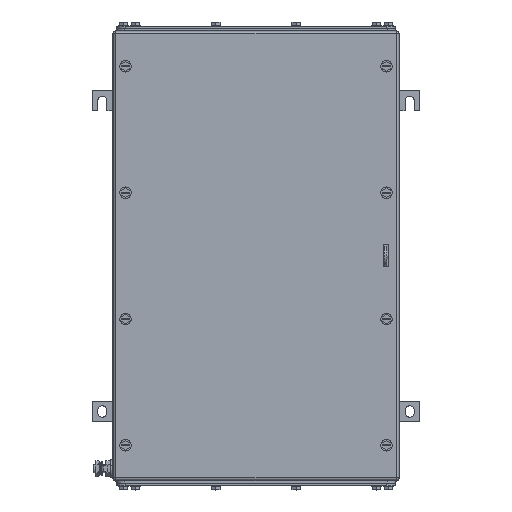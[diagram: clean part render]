
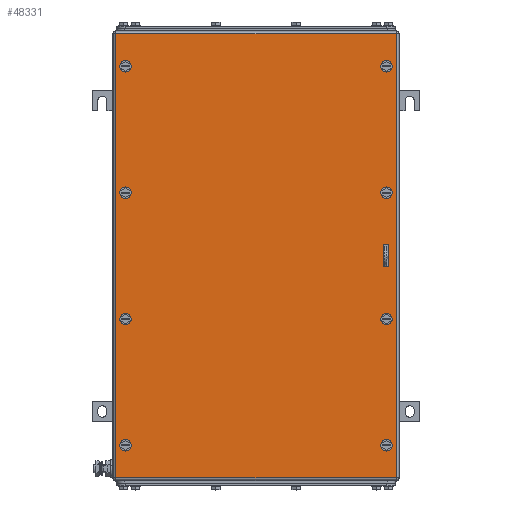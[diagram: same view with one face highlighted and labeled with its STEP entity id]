
A CAD part, top view. The second image highlights one B-rep face of the part: STEP entity #48331.
In plain terms, the highlighted planar face has unit normal (0, 0, 1).
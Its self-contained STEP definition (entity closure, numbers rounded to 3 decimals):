
#48099=AXIS2_PLACEMENT_3D('Circle Axis2P3D',#48097,#48098,$) ;
#48126=AXIS2_PLACEMENT_3D('Plane Axis2P3D',#48123,#48124,#48125) ;
#48164=AXIS2_PLACEMENT_3D('Circle Axis2P3D',#48162,#48163,$) ;
#48173=AXIS2_PLACEMENT_3D('Circle Axis2P3D',#48171,#48172,$) ;
#48182=AXIS2_PLACEMENT_3D('Circle Axis2P3D',#48180,#48181,$) ;
#48191=AXIS2_PLACEMENT_3D('Circle Axis2P3D',#48189,#48190,$) ;
#48200=AXIS2_PLACEMENT_3D('Circle Axis2P3D',#48198,#48199,$) ;
#48209=AXIS2_PLACEMENT_3D('Circle Axis2P3D',#48207,#48208,$) ;
#48218=AXIS2_PLACEMENT_3D('Circle Axis2P3D',#48216,#48217,$) ;
#48227=AXIS2_PLACEMENT_3D('Circle Axis2P3D',#48225,#48226,$) ;
#48236=AXIS2_PLACEMENT_3D('Circle Axis2P3D',#48234,#48235,$) ;
#48245=AXIS2_PLACEMENT_3D('Circle Axis2P3D',#48243,#48244,$) ;
#48254=AXIS2_PLACEMENT_3D('Circle Axis2P3D',#48252,#48253,$) ;
#48263=AXIS2_PLACEMENT_3D('Circle Axis2P3D',#48261,#48262,$) ;
#48272=AXIS2_PLACEMENT_3D('Circle Axis2P3D',#48270,#48271,$) ;
#48281=AXIS2_PLACEMENT_3D('Circle Axis2P3D',#48279,#48280,$) ;
#48290=AXIS2_PLACEMENT_3D('Circle Axis2P3D',#48288,#48289,$) ;
#48094=CARTESIAN_POINT('Vertex',(44.5,208.75,203.5)) ;
#48097=CARTESIAN_POINT('Axis2P3D Location',(41.,208.75,203.5)) ;
#48101=CARTESIAN_POINT('Vertex',(37.5,208.75,203.5)) ;
#48123=CARTESIAN_POINT('Axis2P3D Location',(200.5,286.,203.5)) ;
#48128=CARTESIAN_POINT('Line Origine',(200.5,557.5,203.5)) ;
#48132=CARTESIAN_POINT('Vertex',(372.,557.5,203.5)) ;
#48134=CARTESIAN_POINT('Vertex',(29.,557.5,203.5)) ;
#48137=CARTESIAN_POINT('Line Origine',(29.,286.,203.5)) ;
#48141=CARTESIAN_POINT('Vertex',(29.,14.5,203.5)) ;
#48144=CARTESIAN_POINT('Line Origine',(200.5,14.5,203.5)) ;
#48148=CARTESIAN_POINT('Vertex',(372.,14.5,203.5)) ;
#48151=CARTESIAN_POINT('Line Origine',(372.,286.,203.5)) ;
#48162=CARTESIAN_POINT('Axis2P3D Location',(41.,208.75,203.5)) ;
#48171=CARTESIAN_POINT('Axis2P3D Location',(41.,363.25,203.5)) ;
#48175=CARTESIAN_POINT('Vertex',(37.5,363.25,203.5)) ;
#48177=CARTESIAN_POINT('Vertex',(44.5,363.25,203.5)) ;
#48180=CARTESIAN_POINT('Axis2P3D Location',(41.,363.25,203.5)) ;
#48189=CARTESIAN_POINT('Axis2P3D Location',(360.,208.75,203.5)) ;
#48193=CARTESIAN_POINT('Vertex',(363.5,208.75,203.5)) ;
#48195=CARTESIAN_POINT('Vertex',(356.5,208.75,203.5)) ;
#48198=CARTESIAN_POINT('Axis2P3D Location',(360.,208.75,203.5)) ;
#48207=CARTESIAN_POINT('Axis2P3D Location',(360.,363.25,203.5)) ;
#48211=CARTESIAN_POINT('Vertex',(363.5,363.25,203.5)) ;
#48213=CARTESIAN_POINT('Vertex',(356.5,363.25,203.5)) ;
#48216=CARTESIAN_POINT('Axis2P3D Location',(360.,363.25,203.5)) ;
#48225=CARTESIAN_POINT('Axis2P3D Location',(41.,517.75,203.5)) ;
#48229=CARTESIAN_POINT('Vertex',(37.5,517.75,203.5)) ;
#48231=CARTESIAN_POINT('Vertex',(44.5,517.75,203.5)) ;
#48234=CARTESIAN_POINT('Axis2P3D Location',(41.,517.75,203.5)) ;
#48243=CARTESIAN_POINT('Axis2P3D Location',(41.,54.25,203.5)) ;
#48247=CARTESIAN_POINT('Vertex',(37.5,54.25,203.5)) ;
#48249=CARTESIAN_POINT('Vertex',(44.5,54.25,203.5)) ;
#48252=CARTESIAN_POINT('Axis2P3D Location',(41.,54.25,203.5)) ;
#48261=CARTESIAN_POINT('Axis2P3D Location',(360.,54.25,203.5)) ;
#48265=CARTESIAN_POINT('Vertex',(363.5,54.25,203.5)) ;
#48267=CARTESIAN_POINT('Vertex',(356.5,54.25,203.5)) ;
#48270=CARTESIAN_POINT('Axis2P3D Location',(360.,54.25,203.5)) ;
#48279=CARTESIAN_POINT('Axis2P3D Location',(360.,517.75,203.5)) ;
#48283=CARTESIAN_POINT('Vertex',(363.5,517.75,203.5)) ;
#48285=CARTESIAN_POINT('Vertex',(356.5,517.75,203.5)) ;
#48288=CARTESIAN_POINT('Axis2P3D Location',(360.,517.75,203.5)) ;
#48297=CARTESIAN_POINT('Line Origine',(359.75,272.5,203.5)) ;
#48301=CARTESIAN_POINT('Vertex',(363.,272.5,203.5)) ;
#48303=CARTESIAN_POINT('Vertex',(356.5,272.5,203.5)) ;
#48306=CARTESIAN_POINT('Line Origine',(356.5,286.,203.5)) ;
#48310=CARTESIAN_POINT('Vertex',(356.5,299.5,203.5)) ;
#48313=CARTESIAN_POINT('Line Origine',(359.75,299.5,203.5)) ;
#48317=CARTESIAN_POINT('Vertex',(363.,299.5,203.5)) ;
#48320=CARTESIAN_POINT('Line Origine',(363.,286.,203.5)) ;
#48098=DIRECTION('Axis2P3D Direction',(0.,0.,1.)) ;
#48124=DIRECTION('Axis2P3D Direction',(0.,0.,1.)) ;
#48125=DIRECTION('Axis2P3D XDirection',(1.,0.,0.)) ;
#48129=DIRECTION('Vector Direction',(1.,0.,0.)) ;
#48138=DIRECTION('Vector Direction',(0.,-1.,0.)) ;
#48145=DIRECTION('Vector Direction',(1.,0.,0.)) ;
#48152=DIRECTION('Vector Direction',(0.,1.,0.)) ;
#48163=DIRECTION('Axis2P3D Direction',(0.,0.,1.)) ;
#48172=DIRECTION('Axis2P3D Direction',(0.,0.,1.)) ;
#48181=DIRECTION('Axis2P3D Direction',(0.,0.,1.)) ;
#48190=DIRECTION('Axis2P3D Direction',(0.,0.,1.)) ;
#48199=DIRECTION('Axis2P3D Direction',(0.,0.,1.)) ;
#48208=DIRECTION('Axis2P3D Direction',(0.,0.,1.)) ;
#48217=DIRECTION('Axis2P3D Direction',(0.,0.,1.)) ;
#48226=DIRECTION('Axis2P3D Direction',(0.,0.,1.)) ;
#48235=DIRECTION('Axis2P3D Direction',(0.,0.,1.)) ;
#48244=DIRECTION('Axis2P3D Direction',(0.,0.,1.)) ;
#48253=DIRECTION('Axis2P3D Direction',(0.,0.,1.)) ;
#48262=DIRECTION('Axis2P3D Direction',(0.,0.,1.)) ;
#48271=DIRECTION('Axis2P3D Direction',(0.,0.,1.)) ;
#48280=DIRECTION('Axis2P3D Direction',(0.,0.,1.)) ;
#48289=DIRECTION('Axis2P3D Direction',(0.,0.,1.)) ;
#48298=DIRECTION('Vector Direction',(-1.,0.,0.)) ;
#48307=DIRECTION('Vector Direction',(0.,1.,0.)) ;
#48314=DIRECTION('Vector Direction',(1.,0.,0.)) ;
#48321=DIRECTION('Vector Direction',(0.,-1.,0.)) ;
#48130=VECTOR('Line Direction',#48129,1.) ;
#48139=VECTOR('Line Direction',#48138,1.) ;
#48146=VECTOR('Line Direction',#48145,1.) ;
#48153=VECTOR('Line Direction',#48152,1.) ;
#48299=VECTOR('Line Direction',#48298,1.) ;
#48308=VECTOR('Line Direction',#48307,1.) ;
#48315=VECTOR('Line Direction',#48314,1.) ;
#48322=VECTOR('Line Direction',#48321,1.) ;
#48157=ORIENTED_EDGE('',*,*,#48136,.T.) ;
#48158=ORIENTED_EDGE('',*,*,#48143,.T.) ;
#48159=ORIENTED_EDGE('',*,*,#48150,.T.) ;
#48160=ORIENTED_EDGE('',*,*,#48155,.T.) ;
#48168=ORIENTED_EDGE('',*,*,#48166,.F.) ;
#48169=ORIENTED_EDGE('',*,*,#48103,.F.) ;
#48186=ORIENTED_EDGE('',*,*,#48179,.F.) ;
#48187=ORIENTED_EDGE('',*,*,#48184,.F.) ;
#48204=ORIENTED_EDGE('',*,*,#48197,.F.) ;
#48205=ORIENTED_EDGE('',*,*,#48202,.F.) ;
#48222=ORIENTED_EDGE('',*,*,#48215,.F.) ;
#48223=ORIENTED_EDGE('',*,*,#48220,.F.) ;
#48240=ORIENTED_EDGE('',*,*,#48233,.F.) ;
#48241=ORIENTED_EDGE('',*,*,#48238,.F.) ;
#48258=ORIENTED_EDGE('',*,*,#48251,.F.) ;
#48259=ORIENTED_EDGE('',*,*,#48256,.F.) ;
#48276=ORIENTED_EDGE('',*,*,#48269,.F.) ;
#48277=ORIENTED_EDGE('',*,*,#48274,.F.) ;
#48294=ORIENTED_EDGE('',*,*,#48287,.F.) ;
#48295=ORIENTED_EDGE('',*,*,#48292,.F.) ;
#48326=ORIENTED_EDGE('',*,*,#48305,.T.) ;
#48327=ORIENTED_EDGE('',*,*,#48312,.T.) ;
#48328=ORIENTED_EDGE('',*,*,#48319,.T.) ;
#48329=ORIENTED_EDGE('',*,*,#48324,.T.) ;
#48170=FACE_BOUND('',#48167,.T.) ;
#48188=FACE_BOUND('',#48185,.T.) ;
#48206=FACE_BOUND('',#48203,.T.) ;
#48224=FACE_BOUND('',#48221,.T.) ;
#48242=FACE_BOUND('',#48239,.T.) ;
#48260=FACE_BOUND('',#48257,.T.) ;
#48278=FACE_BOUND('',#48275,.T.) ;
#48296=FACE_BOUND('',#48293,.T.) ;
#48330=FACE_BOUND('',#48325,.T.) ;
#48331=ADVANCED_FACE('ZUB.2\\ZUB_DE_KTB_MH_620x450.1\\DE_KTB_MH_PART_MASTER.1\\Koerper.2',(#48161,#48170,#48188,#48206,#48224,#48242,#48260,#48278,#48296,#48330),#48127,.T.) ;
#48100=CIRCLE('generated circle',#48099,3.5) ;
#48165=CIRCLE('generated circle',#48164,3.5) ;
#48174=CIRCLE('generated circle',#48173,3.5) ;
#48183=CIRCLE('generated circle',#48182,3.5) ;
#48192=CIRCLE('generated circle',#48191,3.5) ;
#48201=CIRCLE('generated circle',#48200,3.5) ;
#48210=CIRCLE('generated circle',#48209,3.5) ;
#48219=CIRCLE('generated circle',#48218,3.5) ;
#48228=CIRCLE('generated circle',#48227,3.5) ;
#48237=CIRCLE('generated circle',#48236,3.5) ;
#48246=CIRCLE('generated circle',#48245,3.5) ;
#48255=CIRCLE('generated circle',#48254,3.5) ;
#48264=CIRCLE('generated circle',#48263,3.5) ;
#48273=CIRCLE('generated circle',#48272,3.5) ;
#48282=CIRCLE('generated circle',#48281,3.5) ;
#48291=CIRCLE('generated circle',#48290,3.5) ;
#48103=EDGE_CURVE('',#48095,#48102,#48100,.T.) ;
#48136=EDGE_CURVE('',#48133,#48135,#48131,.F.) ;
#48143=EDGE_CURVE('',#48135,#48142,#48140,.T.) ;
#48150=EDGE_CURVE('',#48142,#48149,#48147,.T.) ;
#48155=EDGE_CURVE('',#48149,#48133,#48154,.T.) ;
#48166=EDGE_CURVE('',#48102,#48095,#48165,.T.) ;
#48179=EDGE_CURVE('',#48176,#48178,#48174,.T.) ;
#48184=EDGE_CURVE('',#48178,#48176,#48183,.T.) ;
#48197=EDGE_CURVE('',#48194,#48196,#48192,.T.) ;
#48202=EDGE_CURVE('',#48196,#48194,#48201,.T.) ;
#48215=EDGE_CURVE('',#48212,#48214,#48210,.T.) ;
#48220=EDGE_CURVE('',#48214,#48212,#48219,.T.) ;
#48233=EDGE_CURVE('',#48230,#48232,#48228,.T.) ;
#48238=EDGE_CURVE('',#48232,#48230,#48237,.T.) ;
#48251=EDGE_CURVE('',#48248,#48250,#48246,.T.) ;
#48256=EDGE_CURVE('',#48250,#48248,#48255,.T.) ;
#48269=EDGE_CURVE('',#48266,#48268,#48264,.T.) ;
#48274=EDGE_CURVE('',#48268,#48266,#48273,.T.) ;
#48287=EDGE_CURVE('',#48284,#48286,#48282,.T.) ;
#48292=EDGE_CURVE('',#48286,#48284,#48291,.T.) ;
#48305=EDGE_CURVE('',#48302,#48304,#48300,.T.) ;
#48312=EDGE_CURVE('',#48304,#48311,#48309,.T.) ;
#48319=EDGE_CURVE('',#48311,#48318,#48316,.T.) ;
#48324=EDGE_CURVE('',#48318,#48302,#48323,.T.) ;
#48156=EDGE_LOOP('',(#48157,#48158,#48159,#48160)) ;
#48167=EDGE_LOOP('',(#48168,#48169)) ;
#48185=EDGE_LOOP('',(#48186,#48187)) ;
#48203=EDGE_LOOP('',(#48204,#48205)) ;
#48221=EDGE_LOOP('',(#48222,#48223)) ;
#48239=EDGE_LOOP('',(#48240,#48241)) ;
#48257=EDGE_LOOP('',(#48258,#48259)) ;
#48275=EDGE_LOOP('',(#48276,#48277)) ;
#48293=EDGE_LOOP('',(#48294,#48295)) ;
#48325=EDGE_LOOP('',(#48326,#48327,#48328,#48329)) ;
#48161=FACE_OUTER_BOUND('',#48156,.T.) ;
#48131=LINE('Line',#48128,#48130) ;
#48140=LINE('Line',#48137,#48139) ;
#48147=LINE('Line',#48144,#48146) ;
#48154=LINE('Line',#48151,#48153) ;
#48300=LINE('Line',#48297,#48299) ;
#48309=LINE('Line',#48306,#48308) ;
#48316=LINE('Line',#48313,#48315) ;
#48323=LINE('Line',#48320,#48322) ;
#48127=PLANE('',#48126) ;
#48095=VERTEX_POINT('',#48094) ;
#48102=VERTEX_POINT('',#48101) ;
#48133=VERTEX_POINT('',#48132) ;
#48135=VERTEX_POINT('',#48134) ;
#48142=VERTEX_POINT('',#48141) ;
#48149=VERTEX_POINT('',#48148) ;
#48176=VERTEX_POINT('',#48175) ;
#48178=VERTEX_POINT('',#48177) ;
#48194=VERTEX_POINT('',#48193) ;
#48196=VERTEX_POINT('',#48195) ;
#48212=VERTEX_POINT('',#48211) ;
#48214=VERTEX_POINT('',#48213) ;
#48230=VERTEX_POINT('',#48229) ;
#48232=VERTEX_POINT('',#48231) ;
#48248=VERTEX_POINT('',#48247) ;
#48250=VERTEX_POINT('',#48249) ;
#48266=VERTEX_POINT('',#48265) ;
#48268=VERTEX_POINT('',#48267) ;
#48284=VERTEX_POINT('',#48283) ;
#48286=VERTEX_POINT('',#48285) ;
#48302=VERTEX_POINT('',#48301) ;
#48304=VERTEX_POINT('',#48303) ;
#48311=VERTEX_POINT('',#48310) ;
#48318=VERTEX_POINT('',#48317) ;
